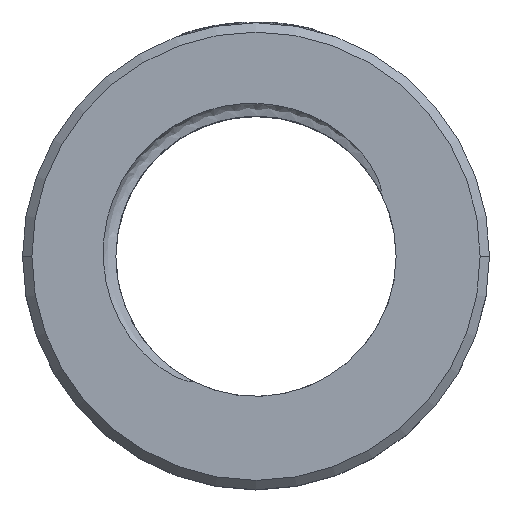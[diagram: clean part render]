
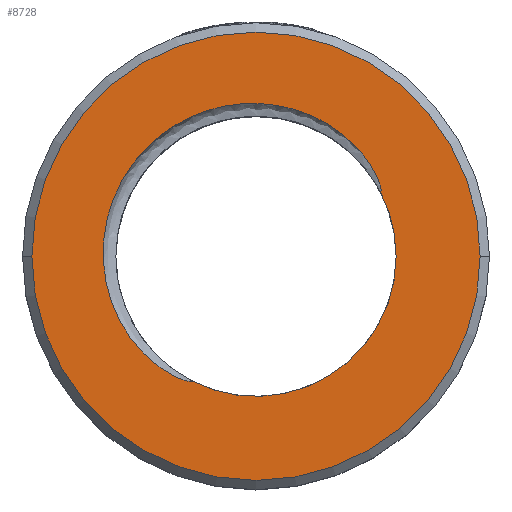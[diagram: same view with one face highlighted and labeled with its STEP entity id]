
A CAD part, top view. The second image highlights one B-rep face of the part: STEP entity #8728.
In plain terms, the highlighted planar face has unit normal (0, 0, 1).
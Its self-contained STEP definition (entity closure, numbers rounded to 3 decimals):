
#17 = CARTESIAN_POINT ( 'NONE',  ( -0.4, 1.6, 1.5 ) ) ;
#86 = CARTESIAN_POINT ( 'NONE',  ( -0.273, 1.624, 1.5 ) ) ;
#326 = CARTESIAN_POINT ( 'NONE',  ( -1.483, 0.764, 1.5 ) ) ;
#475 = CARTESIAN_POINT ( 'NONE',  ( 0., 0., 1.5 ) ) ;
#538 = CARTESIAN_POINT ( 'NONE',  ( -0.705, -1.339, 1.5 ) ) ;
#751 = CARTESIAN_POINT ( 'NONE',  ( 0., 0., 1.5 ) ) ;
#791 = DIRECTION ( 'NONE',  ( 0., 0., 1. ) ) ;
#911 = CARTESIAN_POINT ( 'NONE',  ( 1.339, 0.694, 1.5 ) ) ;
#949 = CARTESIAN_POINT ( 'NONE',  ( 0., 0., 1.5 ) ) ;
#954 = DIRECTION ( 'NONE',  ( 1., 0., 0. ) ) ;
#1045 = CARTESIAN_POINT ( 'NONE',  ( 0.48, 1.556, 1.5 ) ) ;
#1092 = DIRECTION ( 'NONE',  ( 1., 0., 0. ) ) ;
#1183 = CARTESIAN_POINT ( 'NONE',  ( 1.338, 0.721, 1.5 ) ) ;
#1223 = EDGE_CURVE ( 'NONE', #11116, #2888, #3850, .T. ) ;
#1295 = CARTESIAN_POINT ( 'NONE',  ( -1.138, -1.112, 1.5 ) ) ;
#1376 = CARTESIAN_POINT ( 'NONE',  ( -0.929, -1.257, 1.5 ) ) ;
#1438 = CARTESIAN_POINT ( 'NONE',  ( -1.641, 0.019, 1.5 ) ) ;
#1517 = CARTESIAN_POINT ( 'NONE',  ( -0.721, -1.338, 1.5 ) ) ;
#2414 = VERTEX_POINT ( 'NONE', #6500 ) ;
#2488 = ORIENTED_EDGE ( 'NONE', *, *, #1223, .T. ) ;
#2525 = CARTESIAN_POINT ( 'NONE',  ( -1.556, -0.48, 1.5 ) ) ;
#2589 = CARTESIAN_POINT ( 'NONE',  ( -1.635, -0.107, 1.5 ) ) ;
#2711 = ORIENTED_EDGE ( 'NONE', *, *, #11550, .F. ) ;
#2888 = VERTEX_POINT ( 'NONE', #4460 ) ;
#2940 = EDGE_LOOP ( 'NONE', ( #2488, #5649 ) ) ;
#3459 = AXIS2_PLACEMENT_3D ( 'NONE', #8602, #10566, #1092 ) ;
#3649 = VERTEX_POINT ( 'NONE', #10096 ) ;
#3850 = CIRCLE ( 'NONE', #12796, 2.4 ) ;
#3995 = CARTESIAN_POINT ( 'NONE',  ( 1.022, 1.23, 1.5 ) ) ;
#4047 = CARTESIAN_POINT ( 'NONE',  ( -0.02, 1.641, 1.5 ) ) ;
#4213 = ORIENTED_EDGE ( 'NONE', *, *, #12404, .F. ) ;
#4435 = CARTESIAN_POINT ( 'NONE',  ( -0.753, -1.332, 1.5 ) ) ;
#4460 = CARTESIAN_POINT ( 'NONE',  ( 2.4, 0., 1.5 ) ) ;
#4647 = CARTESIAN_POINT ( 'NONE',  ( -1.599, 0.401, 1.5 ) ) ;
#4839 = CIRCLE ( 'NONE', #7698, 1.5 ) ;
#4941 = CARTESIAN_POINT ( 'NONE',  ( 1.5, 0., 1.5 ) ) ;
#5136 = VERTEX_POINT ( 'NONE', #11027 ) ;
#5153 = CARTESIAN_POINT ( 'NONE',  ( 1.299, 0.843, 1.5 ) ) ;
#5217 = CARTESIAN_POINT ( 'NONE',  ( 1.332, 0.752, 1.5 ) ) ;
#5332 = FACE_BOUND ( 'NONE', #9509, .T. ) ;
#5354 = CARTESIAN_POINT ( 'NONE',  ( 1.337, 0.729, 1.5 ) ) ;
#5649 = ORIENTED_EDGE ( 'NONE', *, *, #9028, .T. ) ;
#5679 = CARTESIAN_POINT ( 'NONE',  ( -0.842, -1.299, 1.5 ) ) ;
#5745 = CARTESIAN_POINT ( 'NONE',  ( -0.813, -1.312, 1.5 ) ) ;
#5849 = CIRCLE ( 'NONE', #11064, 1.5 ) ;
#6306 = CARTESIAN_POINT ( 'NONE',  ( 1.257, 0.929, 1.5 ) ) ;
#6500 = CARTESIAN_POINT ( 'NONE',  ( -1.167, 1.167, 1.5 ) ) ;
#6613 = EDGE_CURVE ( 'NONE', #12534, #3649, #5849, .T. ) ;
#6714 = CARTESIAN_POINT ( 'NONE',  ( -0.983, -1.223, 1.5 ) ) ;
#7396 = CIRCLE ( 'NONE', #12395, 2.4 ) ;
#7413 = CARTESIAN_POINT ( 'NONE',  ( 1.332, 0.69, 1.5 ) ) ;
#7596 = CARTESIAN_POINT ( 'NONE',  ( -1.388, -0.823, 1.5 ) ) ;
#7678 = CARTESIAN_POINT ( 'NONE',  ( -1.23, -1.022, 1.5 ) ) ;
#7698 = AXIS2_PLACEMENT_3D ( 'NONE', #751, #13388, #954 ) ;
#7879 = B_SPLINE_CURVE_WITH_KNOTS ( 'NONE', 3,
 ( #7413, #911, #10466, #1183, #5354, #5217, #9376, #11474, #5153, #6306, #12577, #13345, #3995, #9244, #8175, #1045, #13401, #9446, #4047, #86, #17, #8234, #9302, #12382 ),
 .UNSPECIFIED., .F., .F.,
 ( 4, 2, 2, 2, 2, 2, 2, 2, 2, 2, 2, 4 ),
 ( 0.008, 0.008, 0.008, 0.008, 0.008, 0.009, 0.009, 0.009, 0.01, 0.01, 0.01, 0.011 ),
 .UNSPECIFIED. ) ;
#8175 = CARTESIAN_POINT ( 'NONE',  ( 0.712, 1.454, 1.5 ) ) ;
#8234 = CARTESIAN_POINT ( 'NONE',  ( -0.76, 1.484, 1.5 ) ) ;
#8459 = DIRECTION ( 'NONE',  ( 1., 0., 0. ) ) ;
#8537 = PLANE ( 'NONE',  #3459 ) ;
#8602 = CARTESIAN_POINT ( 'NONE',  ( 0., 0., 1.5 ) ) ;
#8728 = ADVANCED_FACE ( 'NONE', ( #5332, #10632 ), #8537, .T. ) ;
#8823 = CARTESIAN_POINT ( 'NONE',  ( -1.592, -0.357, 1.5 ) ) ;
#8881 = CARTESIAN_POINT ( 'NONE',  ( -0.694, -1.339, 1.5 ) ) ;
#9028 = EDGE_CURVE ( 'NONE', #2888, #11116, #7396, .T. ) ;
#9141 = DIRECTION ( 'NONE',  ( 1., 0., 0. ) ) ;
#9244 = CARTESIAN_POINT ( 'NONE',  ( 0.823, 1.388, 1.5 ) ) ;
#9302 = CARTESIAN_POINT ( 'NONE',  ( -0.987, 1.346, 1.5 ) ) ;
#9376 = CARTESIAN_POINT ( 'NONE',  ( 1.327, 0.768, 1.5 ) ) ;
#9446 = CARTESIAN_POINT ( 'NONE',  ( 0.106, 1.635, 1.5 ) ) ;
#9509 = EDGE_LOOP ( 'NONE', ( #4213, #12814, #2711, #9931 ) ) ;
#9904 = CARTESIAN_POINT ( 'NONE',  ( -0.768, -1.327, 1.5 ) ) ;
#9931 = ORIENTED_EDGE ( 'NONE', *, *, #10585, .F. ) ;
#10096 = CARTESIAN_POINT ( 'NONE',  ( 1.332, 0.69, 1.5 ) ) ;
#10466 = CARTESIAN_POINT ( 'NONE',  ( 1.339, 0.704, 1.5 ) ) ;
#10566 = DIRECTION ( 'NONE',  ( 0., 0., 1. ) ) ;
#10585 = EDGE_CURVE ( 'NONE', #2414, #5136, #12281, .T. ) ;
#10632 = FACE_OUTER_BOUND ( 'NONE', #2940, .T. ) ;
#10718 = DIRECTION ( 'NONE',  ( 1., 0., 0. ) ) ;
#10720 = CARTESIAN_POINT ( 'NONE',  ( -1.624, 0.274, 1.5 ) ) ;
#10781 = CARTESIAN_POINT ( 'NONE',  ( -1.348, 0.986, 1.5 ) ) ;
#10817 = CARTESIAN_POINT ( 'NONE',  ( -2.4, 0., 1.5 ) ) ;
#11027 = CARTESIAN_POINT ( 'NONE',  ( -0.69, -1.332, 1.5 ) ) ;
#11048 = CARTESIAN_POINT ( 'NONE',  ( 0., 0., 1.5 ) ) ;
#11064 = AXIS2_PLACEMENT_3D ( 'NONE', #949, #11522, #8459 ) ;
#11116 = VERTEX_POINT ( 'NONE', #10817 ) ;
#11474 = CARTESIAN_POINT ( 'NONE',  ( 1.312, 0.813, 1.5 ) ) ;
#11522 = DIRECTION ( 'NONE',  ( 0., 0., 1. ) ) ;
#11550 = EDGE_CURVE ( 'NONE', #5136, #12534, #4839, .T. ) ;
#11732 = DIRECTION ( 'NONE',  ( 0., 0., 1. ) ) ;
#11734 = CARTESIAN_POINT ( 'NONE',  ( -0.69, -1.332, 1.5 ) ) ;
#11875 = CARTESIAN_POINT ( 'NONE',  ( -1.167, 1.167, 1.5 ) ) ;
#12281 = B_SPLINE_CURVE_WITH_KNOTS ( 'NONE', 3,
 ( #11875, #10781, #326, #4647, #10720, #1438, #2589, #8823, #2525, #12778, #7596, #7678, #1295, #6714, #1376, #5679, #5745, #9904, #4435, #12929, #1517, #538, #8881, #11734 ),
 .UNSPECIFIED., .F., .F.,
 ( 4, 2, 2, 2, 2, 2, 2, 2, 2, 2, 2, 4 ),
 ( 0., 0.001, 0.001, 0.002, 0.002, 0.002, 0.003, 0.003, 0.003, 0.003, 0.003, 0.003 ),
 .UNSPECIFIED. ) ;
#12382 = CARTESIAN_POINT ( 'NONE',  ( -1.167, 1.167, 1.5 ) ) ;
#12395 = AXIS2_PLACEMENT_3D ( 'NONE', #11048, #791, #9141 ) ;
#12404 = EDGE_CURVE ( 'NONE', #3649, #2414, #7879, .T. ) ;
#12534 = VERTEX_POINT ( 'NONE', #4941 ) ;
#12577 = CARTESIAN_POINT ( 'NONE',  ( 1.223, 0.983, 1.5 ) ) ;
#12778 = CARTESIAN_POINT ( 'NONE',  ( -1.453, -0.715, 1.5 ) ) ;
#12796 = AXIS2_PLACEMENT_3D ( 'NONE', #475, #11732, #10718 ) ;
#12814 = ORIENTED_EDGE ( 'NONE', *, *, #6613, .F. ) ;
#12929 = CARTESIAN_POINT ( 'NONE',  ( -0.729, -1.337, 1.5 ) ) ;
#13345 = CARTESIAN_POINT ( 'NONE',  ( 1.112, 1.137, 1.5 ) ) ;
#13388 = DIRECTION ( 'NONE',  ( 0., 0., 1. ) ) ;
#13401 = CARTESIAN_POINT ( 'NONE',  ( 0.358, 1.592, 1.5 ) ) ;
